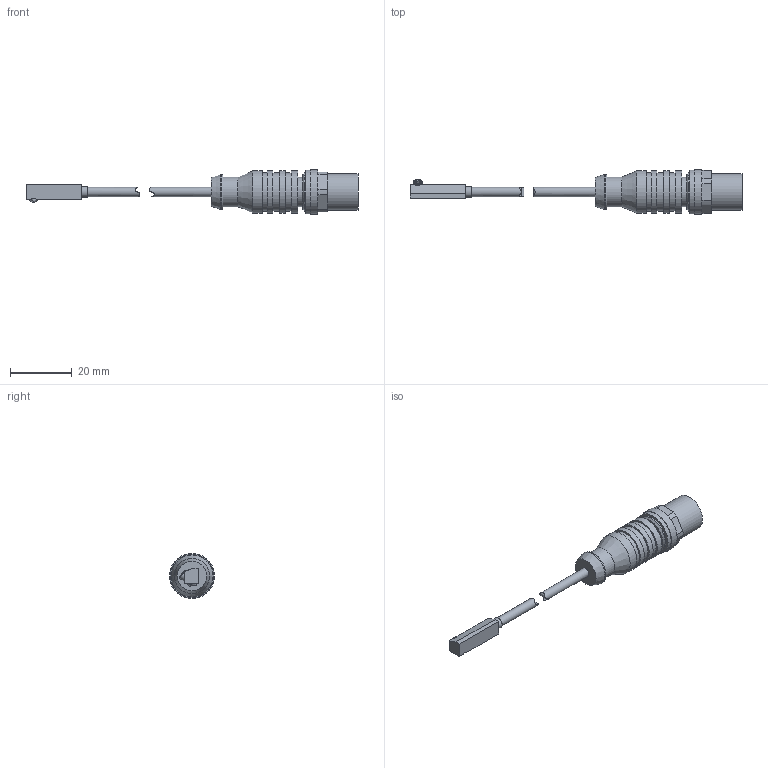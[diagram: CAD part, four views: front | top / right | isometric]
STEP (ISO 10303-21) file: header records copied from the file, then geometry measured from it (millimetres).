
FILE_DESCRIPTION((''),'2;1');
FILE_NAME('MZ070146.stp','2015-11-01T08:54:59',('User'),(''),'Autodesk Inventor 11','Autodesk Inventor 11','');
FILE_SCHEMA(('AUTOMOTIVE_DESIGN { 1 0 10303 214 1 1 1 1 }'));
Length unit declared in the file: millimetre
Products named in the file (3): MZ070146; MZ070146 Sensor; Korpus 4polig
Assembly tree (2 placements, depth 2):
  MZ070146
    MZ070146 Sensor
    Korpus 4polig
Bounding box: 107.8 x 14.6 x 14.6 mm (x, y, z)
Volume: 5824.9 mm3; surface area: 3573.1 mm2
Topology: 2 solids, 3 shells, 99 faces, 216 edges, 144 vertices
Faces by surface type: plane 47, cylinder 38, cone 13, torus 1
Full cylindrical faces by diameter (mm): 0.9 x4, 3 x2, 3.5 x2, 8.4 x1, 9.5 x1, 9.6 x1, 11.4 x1, 12 x1, 12.4 x1, 12.6 x3, 13.7 x4, 14.2 x1, 14.6 x1
Entity records: 2709 total; most frequent: CARTESIAN_POINT 613, DIRECTION 441, ORIENTED_EDGE 348, AXIS2_PLACEMENT_3D 189, EDGE_CURVE 174, EDGE_LOOP 157, VERTEX_POINT 139, FACE_OUTER_BOUND 99
